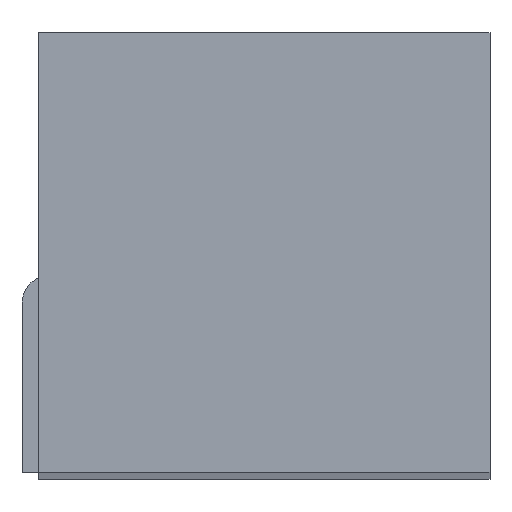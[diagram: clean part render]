
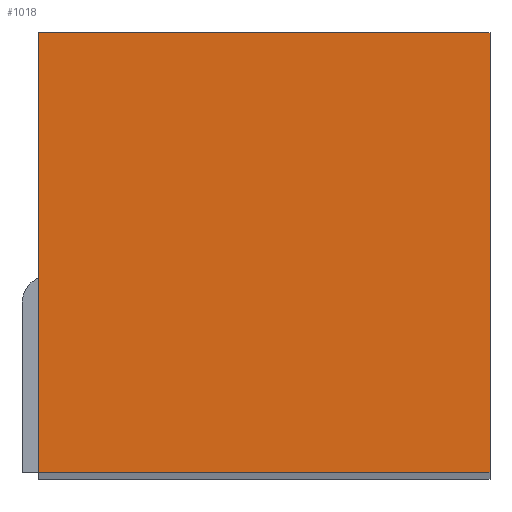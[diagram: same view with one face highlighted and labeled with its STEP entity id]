
A CAD part, top view. The second image highlights one B-rep face of the part: STEP entity #1018.
In plain terms, the highlighted planar face has unit normal (0, 0, 1).
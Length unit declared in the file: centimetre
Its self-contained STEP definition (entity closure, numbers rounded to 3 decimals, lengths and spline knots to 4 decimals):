
#72 = CARTESIAN_POINT ( 'NONE',  ( 0., 7.8, 1.2 ) ) ;
#114 = LINE ( 'NONE', #2351, #1576 ) ;
#153 = VERTEX_POINT ( 'NONE', #551 ) ;
#204 = EDGE_CURVE ( 'NONE', #601, #2147, #1015, .T. ) ;
#292 = DIRECTION ( 'NONE',  ( 0., -1., 0. ) ) ;
#324 = LINE ( 'NONE', #1472, #2426 ) ;
#455 = CARTESIAN_POINT ( 'NONE',  ( 8., 0., 1.2 ) ) ;
#500 = AXIS2_PLACEMENT_3D ( 'NONE', #1571, #2315, #1753 ) ;
#501 = ORIENTED_EDGE ( 'NONE', *, *, #2428, .F. ) ;
#551 = CARTESIAN_POINT ( 'NONE',  ( 8., 7.8, 1.2 ) ) ;
#590 = PLANE ( 'NONE',  #500 ) ;
#601 = VERTEX_POINT ( 'NONE', #2089 ) ;
#792 = EDGE_CURVE ( 'NONE', #153, #1955, #114, .T. ) ;
#1015 = LINE ( 'NONE', #1602, #1227 ) ;
#1018 = ADVANCED_FACE ( 'NONE', ( #2044 ), #590, .F. ) ;
#1041 = VECTOR ( 'NONE', #1406, 100. ) ;
#1199 = EDGE_CURVE ( 'NONE', #2147, #1955, #324, .T. ) ;
#1227 = VECTOR ( 'NONE', #2143, 100. ) ;
#1384 = ORIENTED_EDGE ( 'NONE', *, *, #792, .F. ) ;
#1406 = DIRECTION ( 'NONE',  ( 1., 0., 0. ) ) ;
#1472 = CARTESIAN_POINT ( 'NONE',  ( 0., 0., 1.2 ) ) ;
#1571 = CARTESIAN_POINT ( 'NONE',  ( 0., 7.8, 1.2 ) ) ;
#1576 = VECTOR ( 'NONE', #292, 100. ) ;
#1602 = CARTESIAN_POINT ( 'NONE',  ( 0., 7.8, 1.2 ) ) ;
#1675 = CARTESIAN_POINT ( 'NONE',  ( 0., 0., 1.2 ) ) ;
#1753 = DIRECTION ( 'NONE',  ( -1., 0., 0. ) ) ;
#1898 = ORIENTED_EDGE ( 'NONE', *, *, #204, .T. ) ;
#1932 = LINE ( 'NONE', #72, #1041 ) ;
#1955 = VERTEX_POINT ( 'NONE', #455 ) ;
#2044 = FACE_OUTER_BOUND ( 'NONE', #2345, .T. ) ;
#2089 = CARTESIAN_POINT ( 'NONE',  ( 0., 7.8, 1.2 ) ) ;
#2143 = DIRECTION ( 'NONE',  ( 0., -1., 0. ) ) ;
#2147 = VERTEX_POINT ( 'NONE', #1675 ) ;
#2183 = ORIENTED_EDGE ( 'NONE', *, *, #1199, .T. ) ;
#2210 = DIRECTION ( 'NONE',  ( 1., 0., 0. ) ) ;
#2315 = DIRECTION ( 'NONE',  ( 0., 0., -1. ) ) ;
#2345 = EDGE_LOOP ( 'NONE', ( #2183, #1384, #501, #1898 ) ) ;
#2351 = CARTESIAN_POINT ( 'NONE',  ( 8., 7.8, 1.2 ) ) ;
#2426 = VECTOR ( 'NONE', #2210, 100. ) ;
#2428 = EDGE_CURVE ( 'NONE', #601, #153, #1932, .T. ) ;
